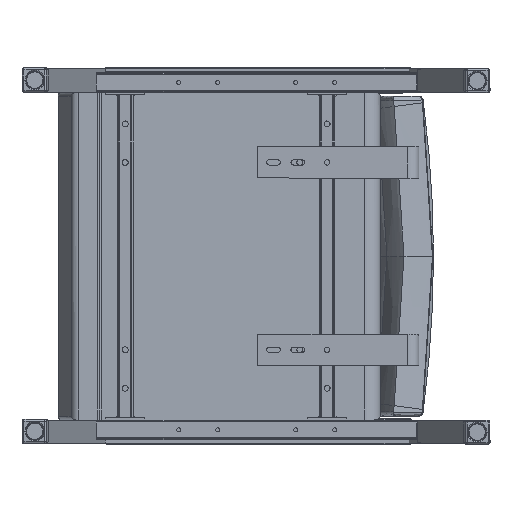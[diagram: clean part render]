
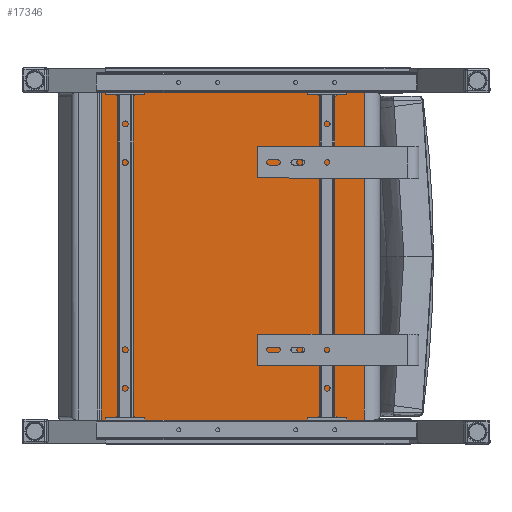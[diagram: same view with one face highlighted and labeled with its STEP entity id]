
A CAD part, front view. The second image highlights one B-rep face of the part: STEP entity #17346.
In plain terms, the highlighted planar face has unit normal (0, -1, 0).
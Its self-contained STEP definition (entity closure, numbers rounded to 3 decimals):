
#3047=FACE_OUTER_BOUND('',#4271,.T.);
#4271=EDGE_LOOP('',(#12907,#12908,#12909,#12910));
#5652=LINE('',#28761,#6788);
#5653=LINE('',#28765,#6789);
#5654=LINE('',#28769,#6790);
#5655=LINE('',#28770,#6791);
#6788=VECTOR('',#21510,0.394);
#6789=VECTOR('',#21515,0.394);
#6790=VECTOR('',#21520,0.394);
#6791=VECTOR('',#21521,0.394);
#8027=VERTEX_POINT('',#28758);
#8028=VERTEX_POINT('',#28760);
#8029=VERTEX_POINT('',#28764);
#8030=VERTEX_POINT('',#28768);
#9764=EDGE_CURVE('',#8027,#8028,#5652,.T.);
#9766=EDGE_CURVE('',#8029,#8028,#5653,.T.);
#9768=EDGE_CURVE('',#8029,#8030,#5654,.T.);
#9769=EDGE_CURVE('',#8030,#8027,#5655,.T.);
#12907=ORIENTED_EDGE('',*,*,#9768,.F.);
#12908=ORIENTED_EDGE('',*,*,#9766,.T.);
#12909=ORIENTED_EDGE('',*,*,#9764,.F.);
#12910=ORIENTED_EDGE('',*,*,#9769,.F.);
#16821=PLANE('',#18933);
#17346=ADVANCED_FACE('',(#3047),#16821,.T.);
#18933=AXIS2_PLACEMENT_3D('',#28767,#21518,#21519);
#21510=DIRECTION('',(1.,0.,0.));
#21515=DIRECTION('',(0.,0.,1.));
#21518=DIRECTION('center_axis',(0.,-1.,0.));
#21519=DIRECTION('ref_axis',(1.,0.,0.));
#21520=DIRECTION('',(-1.,0.,0.));
#21521=DIRECTION('',(0.,0.,1.));
#28758=CARTESIAN_POINT('',(-12.083,0.797,21.));
#28760=CARTESIAN_POINT('',(4.791,0.797,21.));
#28761=CARTESIAN_POINT('',(4.791,0.797,21.));
#28764=CARTESIAN_POINT('',(4.791,0.797,0.));
#28765=CARTESIAN_POINT('',(4.791,0.797,0.));
#28767=CARTESIAN_POINT('Origin',(-12.083,0.797,0.));
#28768=CARTESIAN_POINT('',(-12.083,0.797,0.));
#28769=CARTESIAN_POINT('',(4.791,0.797,0.));
#28770=CARTESIAN_POINT('',(-12.083,0.797,0.));
